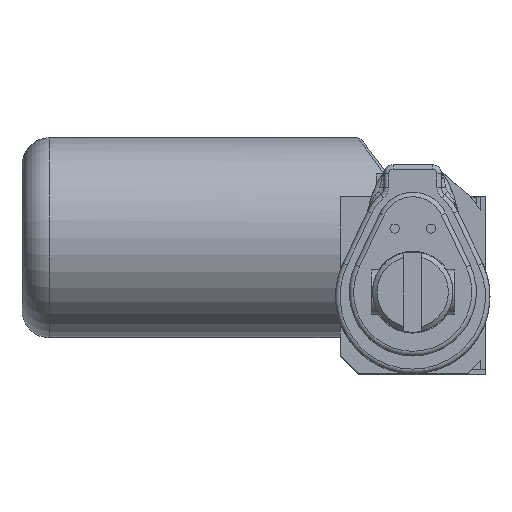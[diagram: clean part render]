
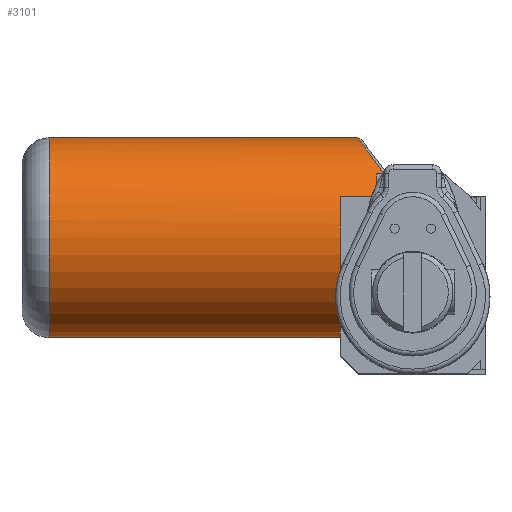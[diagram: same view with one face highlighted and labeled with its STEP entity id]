
A CAD part, top view. The second image highlights one B-rep face of the part: STEP entity #3101.
In plain terms, the highlighted cylindrical face has radius 34.925 mm (diameter 69.85 mm), a full revolution.
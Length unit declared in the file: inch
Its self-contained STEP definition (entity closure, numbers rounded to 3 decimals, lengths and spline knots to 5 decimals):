
#53=ELLIPSE('',#3425,1.69104,1.375);
#54=ELLIPSE('',#3426,2.01764,1.375);
#123=B_SPLINE_CURVE_WITH_KNOTS('',3,(#5865,#5866,#5867,#5868),
 .UNSPECIFIED.,.F.,.F.,(4,4),(2.46011,2.57602),
 .UNSPECIFIED.);
#124=B_SPLINE_CURVE_WITH_KNOTS('',3,(#5872,#5873,#5874,#5875,#5876),
 .UNSPECIFIED.,.F.,.F.,(4,1,4),(0.,0.13616,0.3177),
 .UNSPECIFIED.);
#355=LINE('',#5445,#546);
#367=LINE('',#5485,#558);
#404=LINE('',#5797,#595);
#409=LINE('',#5832,#600);
#413=LINE('',#5863,#604);
#414=LINE('',#5878,#605);
#546=VECTOR('',#3888,0.5);
#558=VECTOR('',#3922,1.875);
#595=VECTOR('',#4089,0.15125);
#600=VECTOR('',#4100,0.10938);
#604=VECTOR('',#4122,1.375);
#605=VECTOR('',#4125,0.73249);
#692=CYLINDRICAL_SURFACE('',#3424,1.375);
#812=FACE_OUTER_BOUND('',#1017,.T.);
#1017=EDGE_LOOP('',(#2542,#2543,#2544,#2545,#2546,#2547,#2548,#2549,#2550,
#2551,#2552,#2553,#2554,#2555,#2556,#2557,#2558));
#1165=CIRCLE('',#3335,1.375);
#1175=CIRCLE('',#3357,1.375);
#1176=CIRCLE('',#3358,1.375);
#1202=CIRCLE('',#3410,1.375);
#1203=CIRCLE('',#3411,1.375);
#1204=CIRCLE('',#3414,1.375);
#1396=VERTEX_POINT('',#5438);
#1397=VERTEX_POINT('',#5439);
#1398=VERTEX_POINT('',#5444);
#1414=VERTEX_POINT('',#5482);
#1415=VERTEX_POINT('',#5484);
#1422=VERTEX_POINT('',#5512);
#1462=VERTEX_POINT('',#5779);
#1463=VERTEX_POINT('',#5781);
#1464=VERTEX_POINT('',#5785);
#1465=VERTEX_POINT('',#5796);
#1470=VERTEX_POINT('',#5821);
#1474=VERTEX_POINT('',#5864);
#1475=VERTEX_POINT('',#5869);
#1476=VERTEX_POINT('',#5871);
#1477=VERTEX_POINT('',#5877);
#1742=EDGE_CURVE('',#1396,#1397,#1165,.T.);
#1745=EDGE_CURVE('',#1397,#1398,#355,.T.);
#1765=EDGE_CURVE('',#1415,#1414,#367,.T.);
#1779=EDGE_CURVE('',#1398,#1422,#1175,.T.);
#1780=EDGE_CURVE('',#1422,#1414,#1176,.T.);
#1838=EDGE_CURVE('',#1462,#1463,#1202,.T.);
#1839=EDGE_CURVE('',#1463,#1462,#1203,.T.);
#1841=EDGE_CURVE('',#1464,#1465,#404,.T.);
#1845=EDGE_CURVE('',#1415,#1464,#1204,.T.);
#1849=EDGE_CURVE('',#1470,#1396,#409,.T.);
#1860=EDGE_CURVE('',#1463,#1422,#413,.T.);
#1861=EDGE_CURVE('',#1474,#1470,#123,.T.);
#1862=EDGE_CURVE('',#1475,#1474,#53,.T.);
#1863=EDGE_CURVE('',#1476,#1475,#124,.T.);
#1864=EDGE_CURVE('',#1477,#1476,#414,.T.);
#1865=EDGE_CURVE('',#1465,#1477,#54,.T.);
#2542=ORIENTED_EDGE('',*,*,#1839,.F.);
#2543=ORIENTED_EDGE('',*,*,#1860,.T.);
#2544=ORIENTED_EDGE('',*,*,#1779,.F.);
#2545=ORIENTED_EDGE('',*,*,#1745,.F.);
#2546=ORIENTED_EDGE('',*,*,#1742,.F.);
#2547=ORIENTED_EDGE('',*,*,#1849,.F.);
#2548=ORIENTED_EDGE('',*,*,#1861,.F.);
#2549=ORIENTED_EDGE('',*,*,#1862,.F.);
#2550=ORIENTED_EDGE('',*,*,#1863,.F.);
#2551=ORIENTED_EDGE('',*,*,#1864,.F.);
#2552=ORIENTED_EDGE('',*,*,#1865,.F.);
#2553=ORIENTED_EDGE('',*,*,#1841,.F.);
#2554=ORIENTED_EDGE('',*,*,#1845,.F.);
#2555=ORIENTED_EDGE('',*,*,#1765,.T.);
#2556=ORIENTED_EDGE('',*,*,#1780,.F.);
#2557=ORIENTED_EDGE('',*,*,#1860,.F.);
#2558=ORIENTED_EDGE('',*,*,#1838,.F.);
#3101=ADVANCED_FACE('',(#812),#692,.T.);
#3335=AXIS2_PLACEMENT_3D('',#5440,#3882,#3883);
#3357=AXIS2_PLACEMENT_3D('',#5513,#3952,#3953);
#3358=AXIS2_PLACEMENT_3D('',#5514,#3954,#3955);
#3410=AXIS2_PLACEMENT_3D('',#5782,#4083,#4084);
#3411=AXIS2_PLACEMENT_3D('',#5783,#4085,#4086);
#3414=AXIS2_PLACEMENT_3D('',#5814,#4094,#4095);
#3424=AXIS2_PLACEMENT_3D('',#5862,#4120,#4121);
#3425=AXIS2_PLACEMENT_3D('',#5870,#4123,#4124);
#3426=AXIS2_PLACEMENT_3D('',#5879,#4126,#4127);
#3882=DIRECTION('center_axis',(1.,0.,0.));
#3883=DIRECTION('ref_axis',(0.,0.409,-0.912));
#3888=DIRECTION('',(-1.,0.,0.));
#3922=DIRECTION('',(-1.,0.,0.));
#3952=DIRECTION('center_axis',(1.,0.,0.));
#3953=DIRECTION('ref_axis',(0.,0.,-1.));
#3954=DIRECTION('center_axis',(1.,0.,0.));
#3955=DIRECTION('ref_axis',(0.,0.,-1.));
#4083=DIRECTION('center_axis',(-1.,0.,0.));
#4084=DIRECTION('ref_axis',(0.,0.,-1.));
#4085=DIRECTION('center_axis',(-1.,0.,0.));
#4086=DIRECTION('ref_axis',(0.,0.,-1.));
#4089=DIRECTION('',(-1.,0.,0.));
#4094=DIRECTION('center_axis',(1.,0.,0.));
#4095=DIRECTION('ref_axis',(0.,0.209,-0.978));
#4100=DIRECTION('',(-1.,0.,0.));
#4120=DIRECTION('center_axis',(-1.,0.,0.));
#4121=DIRECTION('ref_axis',(0.,0.,-1.));
#4122=DIRECTION('',(1.,0.,0.));
#4123=DIRECTION('center_axis',(0.813,0.582,0.));
#4124=DIRECTION('ref_axis',(-0.582,0.813,0.));
#4125=DIRECTION('',(-1.,0.,0.));
#4126=DIRECTION('center_axis',(0.681,0.732,0.));
#4127=DIRECTION('ref_axis',(-0.732,0.681,0.));
#5438=CARTESIAN_POINT('',(-0.5,1.4375,-2.00184));
#5439=CARTESIAN_POINT('',(-0.5,1.125,-1.80782));
#5440=CARTESIAN_POINT('Origin',(-0.5,0.5625,-3.0625));
#5444=CARTESIAN_POINT('',(-1.,1.125,-1.80782));
#5445=CARTESIAN_POINT('',(-1.,1.125,-1.80782));
#5482=CARTESIAN_POINT('',(-1.,0.5625,-4.4375));
#5484=CARTESIAN_POINT('',(0.875,0.5625,-4.4375));
#5485=CARTESIAN_POINT('',(-1.1875,0.5625,-4.4375));
#5512=CARTESIAN_POINT('',(-1.,0.5625,-1.6875));
#5513=CARTESIAN_POINT('Origin',(-1.,0.5625,-3.0625));
#5514=CARTESIAN_POINT('Origin',(-1.,0.5625,-3.0625));
#5779=CARTESIAN_POINT('',(-5.,0.5625,-4.4375));
#5781=CARTESIAN_POINT('',(-5.,0.5625,-1.6875));
#5782=CARTESIAN_POINT('Origin',(-5.,0.5625,-3.0625));
#5783=CARTESIAN_POINT('Origin',(-5.,0.5625,-3.0625));
#5785=CARTESIAN_POINT('',(0.875,1.125,-4.31718));
#5796=CARTESIAN_POINT('',(0.72375,1.125,-4.31718));
#5797=CARTESIAN_POINT('',(-1.,1.125,-4.31718));
#5814=CARTESIAN_POINT('Origin',(0.875,0.5625,-3.0625));
#5821=CARTESIAN_POINT('',(-0.39064,1.43749,-2.00184));
#5832=CARTESIAN_POINT('',(-1.,1.4375,-2.00184));
#5862=CARTESIAN_POINT('Origin',(-1.,0.5625,-3.0625));
#5863=CARTESIAN_POINT('',(-1.,0.5625,-1.6875));
#5864=CARTESIAN_POINT('',(-0.41875,1.46607,-2.02607));
#5865=CARTESIAN_POINT('Ctrl Pts',(-0.41875,1.46607,-2.02607));
#5866=CARTESIAN_POINT('Ctrl Pts',(-0.41126,1.45562,-2.01696));
#5867=CARTESIAN_POINT('Ctrl Pts',(-0.40193,1.44575,-2.00866));
#5868=CARTESIAN_POINT('Ctrl Pts',(-0.39068,1.4375,-2.00184));
#5869=CARTESIAN_POINT('',(-0.41875,1.46607,-4.09893));
#5870=CARTESIAN_POINT('Origin',(0.22813,0.5625,-3.0625));
#5871=CARTESIAN_POINT('',(-0.31875,1.41369,-4.14236));
#5872=CARTESIAN_POINT('Ctrl Pts',(-0.31875,1.41369,-4.14236));
#5873=CARTESIAN_POINT('Ctrl Pts',(-0.33662,1.41369,-4.14236));
#5874=CARTESIAN_POINT('Ctrl Pts',(-0.37809,1.42362,-4.13463));
#5875=CARTESIAN_POINT('Ctrl Pts',(-0.40703,1.44969,-4.11321));
#5876=CARTESIAN_POINT('Ctrl Pts',(-0.41875,1.46607,-4.09893));
#5877=CARTESIAN_POINT('',(0.41374,1.41369,-4.14236));
#5878=CARTESIAN_POINT('',(-1.,1.41369,-4.14236));
#5879=CARTESIAN_POINT('Origin',(1.3278,0.5625,-3.0625));
